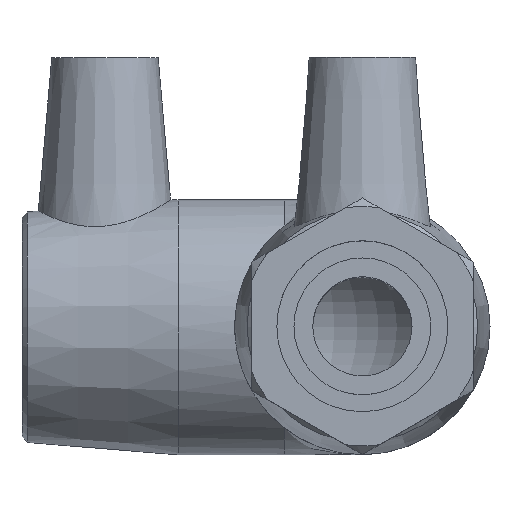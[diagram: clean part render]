
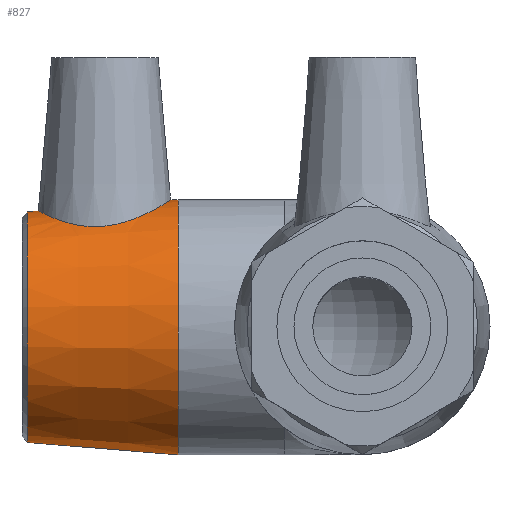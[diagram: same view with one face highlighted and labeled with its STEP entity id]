
A CAD part, top view. The second image highlights one B-rep face of the part: STEP entity #827.
In plain terms, the highlighted conical face has half-angle 4.677 degrees and reference radius 17.1 mm.
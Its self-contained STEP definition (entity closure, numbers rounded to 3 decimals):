
#19=B_SPLINE_CURVE_WITH_KNOTS('',3,(#1443,#1444,#1445,#1446,#1447,#1448,
#1449,#1450,#1451,#1452,#1453,#1454,#1455,#1456,#1457,#1458,#1459,#1460,
#1461,#1462,#1463,#1464,#1465,#1466,#1467,#1468,#1469,#1470,#1471,#1472,
#1473,#1474,#1475,#1476,#1477,#1478,#1479,#1480),.UNSPECIFIED.,.T.,.F.,
(4,2,2,2,2,2,2,2,2,2,2,2,2,2,2,2,2,2,4),(0.,0.175,0.351,
0.702,1.055,1.408,1.761,2.114,
2.465,2.64,2.815,3.203,3.591,
3.965,4.338,4.712,5.085,5.473,
5.861),.UNSPECIFIED.);
#135=FACE_BOUND('',#272,.T.);
#136=FACE_BOUND('',#273,.T.);
#196=FACE_OUTER_BOUND('',#271,.T.);
#271=EDGE_LOOP('',(#701));
#272=EDGE_LOOP('',(#702));
#273=EDGE_LOOP('',(#703));
#360=CIRCLE('',#919,16.261);
#361=CIRCLE('',#921,18.);
#438=VERTEX_POINT('',#1437);
#439=VERTEX_POINT('',#1440);
#440=VERTEX_POINT('',#1442);
#536=EDGE_CURVE('',#438,#438,#360,.T.);
#537=EDGE_CURVE('',#439,#439,#361,.T.);
#538=EDGE_CURVE('',#440,#440,#19,.T.);
#701=ORIENTED_EDGE('',*,*,#537,.F.);
#702=ORIENTED_EDGE('',*,*,#538,.T.);
#703=ORIENTED_EDGE('',*,*,#536,.F.);
#791=CONICAL_SURFACE('',#920,17.1,4.677);
#827=ADVANCED_FACE('',(#196,#135,#136),#791,.T.);
#919=AXIS2_PLACEMENT_3D('',#1438,#1113,#1114);
#920=AXIS2_PLACEMENT_3D('',#1439,#1115,#1116);
#921=AXIS2_PLACEMENT_3D('',#1441,#1117,#1118);
#1113=DIRECTION('center_axis',(-1.,0.,0.));
#1114=DIRECTION('ref_axis',(0.,-1.,0.));
#1115=DIRECTION('center_axis',(1.,0.,0.));
#1116=DIRECTION('ref_axis',(0.,1.,0.));
#1117=DIRECTION('center_axis',(1.,0.,0.));
#1118=DIRECTION('ref_axis',(0.,0.,-1.));
#1437=CARTESIAN_POINT('',(-47.252,16.261,0.));
#1438=CARTESIAN_POINT('Origin',(-47.252,0.,0.));
#1439=CARTESIAN_POINT('Origin',(-37.,0.,0.));
#1440=CARTESIAN_POINT('',(-26.,18.,0.));
#1441=CARTESIAN_POINT('Origin',(-26.,0.,0.));
#1442=CARTESIAN_POINT('',(-36.795,14.191,9.57));
#1443=CARTESIAN_POINT('Ctrl Pts',(-36.795,14.191,9.57));
#1444=CARTESIAN_POINT('Ctrl Pts',(-37.377,14.152,9.544));
#1445=CARTESIAN_POINT('Ctrl Pts',(-37.974,14.151,9.459));
#1446=CARTESIAN_POINT('Ctrl Pts',(-39.149,14.228,9.166));
#1447=CARTESIAN_POINT('Ctrl Pts',(-39.727,14.305,8.959));
#1448=CARTESIAN_POINT('Ctrl Pts',(-41.374,14.62,8.176));
#1449=CARTESIAN_POINT('Ctrl Pts',(-42.355,14.939,7.43));
#1450=CARTESIAN_POINT('Ctrl Pts',(-43.897,15.525,5.761));
#1451=CARTESIAN_POINT('Ctrl Pts',(-44.569,15.835,4.716));
#1452=CARTESIAN_POINT('Ctrl Pts',(-45.466,16.269,2.424));
#1453=CARTESIAN_POINT('Ctrl Pts',(-45.691,16.389,1.177));
#1454=CARTESIAN_POINT('Ctrl Pts',(-45.691,16.389,-1.177));
#1455=CARTESIAN_POINT('Ctrl Pts',(-45.466,16.269,-2.424));
#1456=CARTESIAN_POINT('Ctrl Pts',(-44.569,15.835,-4.716));
#1457=CARTESIAN_POINT('Ctrl Pts',(-43.897,15.525,-5.761));
#1458=CARTESIAN_POINT('Ctrl Pts',(-42.355,14.939,-7.43));
#1459=CARTESIAN_POINT('Ctrl Pts',(-41.374,14.62,-8.176));
#1460=CARTESIAN_POINT('Ctrl Pts',(-39.727,14.305,-8.959));
#1461=CARTESIAN_POINT('Ctrl Pts',(-39.149,14.228,-9.166));
#1462=CARTESIAN_POINT('Ctrl Pts',(-37.974,14.151,-9.459));
#1463=CARTESIAN_POINT('Ctrl Pts',(-37.377,14.152,-9.544));
#1464=CARTESIAN_POINT('Ctrl Pts',(-35.506,14.279,-9.629));
#1465=CARTESIAN_POINT('Ctrl Pts',(-34.175,14.574,-9.4));
#1466=CARTESIAN_POINT('Ctrl Pts',(-31.767,15.383,-8.425));
#1467=CARTESIAN_POINT('Ctrl Pts',(-30.685,15.884,-7.679));
#1468=CARTESIAN_POINT('Ctrl Pts',(-29.006,16.742,-5.981));
#1469=CARTESIAN_POINT('Ctrl Pts',(-28.277,17.164,-4.919));
#1470=CARTESIAN_POINT('Ctrl Pts',(-27.295,17.753,-2.552));
#1471=CARTESIAN_POINT('Ctrl Pts',(-27.043,17.915,-1.245));
#1472=CARTESIAN_POINT('Ctrl Pts',(-27.043,17.915,1.245));
#1473=CARTESIAN_POINT('Ctrl Pts',(-27.295,17.753,2.552));
#1474=CARTESIAN_POINT('Ctrl Pts',(-28.277,17.164,4.919));
#1475=CARTESIAN_POINT('Ctrl Pts',(-29.006,16.742,5.981));
#1476=CARTESIAN_POINT('Ctrl Pts',(-30.685,15.884,7.679));
#1477=CARTESIAN_POINT('Ctrl Pts',(-31.767,15.383,8.425));
#1478=CARTESIAN_POINT('Ctrl Pts',(-34.175,14.574,9.4));
#1479=CARTESIAN_POINT('Ctrl Pts',(-35.506,14.279,9.629));
#1480=CARTESIAN_POINT('Ctrl Pts',(-36.795,14.191,9.57));
